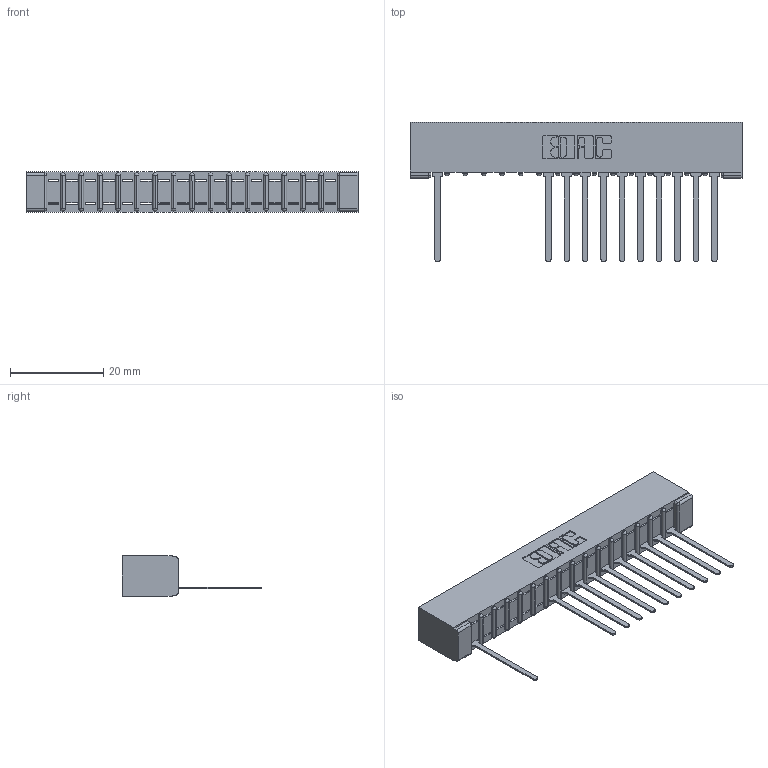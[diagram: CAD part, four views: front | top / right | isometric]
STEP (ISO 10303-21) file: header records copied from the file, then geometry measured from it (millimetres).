
FILE_DESCRIPTION (( 'STEP AP203' ), '1' );
FILE_NAME ('307-016-545-101.STEP', '2018-08-03T02:55:46', ( '' ), ( '' ), 'SwSTEP 2.0', 'SolidWorks 2016', '' );
FILE_SCHEMA (( 'CONFIG_CONTROL_DESIGN' ));
Length unit declared in the file: inch
Products named in the file (3): 307 Part_No Mounting Lugs; 307-290-001_545; 307-016-545-101
Assembly tree (12 placements, depth 2):
  307-016-545-101
    307 Part_No Mounting Lugs
    307-290-001_545  x11
Bounding box: 71.27 x 30 x 8.71 mm (x, y, z)
Volume: 4685.8 mm3; surface area: 7182.1 mm2
Topology: 12 solids, 12 shells, 843 faces, 2401 edges, 1538 vertices
Faces by surface type: plane 533, cylinder 276, sphere 34
Entity records: 16452 total; most frequent: CARTESIAN_POINT 2783, ORIENTED_EDGE 2774, DIRECTION 2715, EDGE_CURVE 1387, VECTOR 1055, LINE 1055, VERTEX_POINT 898, AXIS2_PLACEMENT_3D 830
